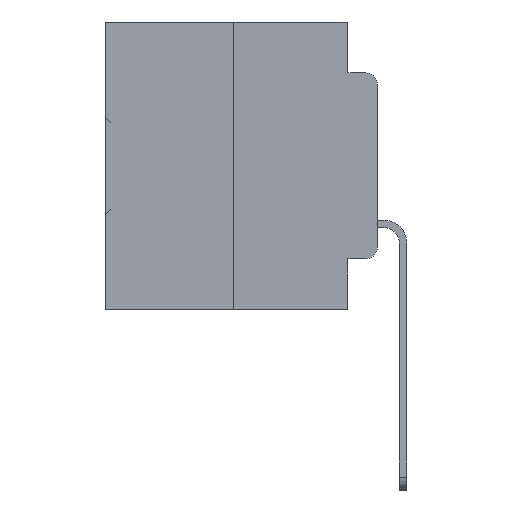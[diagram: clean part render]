
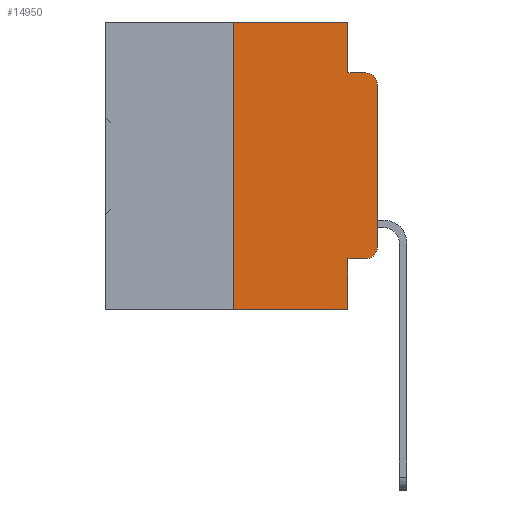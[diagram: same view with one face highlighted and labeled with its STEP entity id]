
A CAD part, left-side view. The second image highlights one B-rep face of the part: STEP entity #14950.
In plain terms, the highlighted planar face has unit normal (-1, 0, 0).
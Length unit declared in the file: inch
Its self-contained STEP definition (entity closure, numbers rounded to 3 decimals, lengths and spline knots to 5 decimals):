
#347 = CARTESIAN_POINT ( 'NONE',  ( 0., 0.051, -0.5 ) ) ;
#1273 = EDGE_LOOP ( 'NONE', ( #16679, #2932, #10604, #11799, #28989, #36257, #1705, #11379, #21340, #23062 ) ) ;
#1705 = ORIENTED_EDGE ( 'NONE', *, *, #34567, .T. ) ;
#2036 = CARTESIAN_POINT ( 'NONE',  ( 0., 0.02, -0.1085 ) ) ;
#2354 = VERTEX_POINT ( 'NONE', #34373 ) ;
#2932 = ORIENTED_EDGE ( 'NONE', *, *, #19039, .T. ) ;
#3988 = CARTESIAN_POINT ( 'NONE',  ( 0., 0.25, 0. ) ) ;
#4025 = VERTEX_POINT ( 'NONE', #23262 ) ;
#5049 = DIRECTION ( 'NONE',  ( 0., 0., -1. ) ) ;
#5511 = DIRECTION ( 'NONE',  ( 0., -1., 0. ) ) ;
#5928 = DIRECTION ( 'NONE',  ( 0., 0., 1. ) ) ;
#6158 = CARTESIAN_POINT ( 'NONE',  ( 0., 0., -0.1085 ) ) ;
#6364 = LINE ( 'NONE', #22382, #13186 ) ;
#6742 = EDGE_CURVE ( 'NONE', #34436, #13231, #10596, .T. ) ;
#7971 = EDGE_CURVE ( 'NONE', #12523, #4025, #16678, .T. ) ;
#8053 = AXIS2_PLACEMENT_3D ( 'NONE', #32600, #16230, #35323 ) ;
#8080 = DIRECTION ( 'NONE',  ( 0., -1., 0. ) ) ;
#8381 = AXIS2_PLACEMENT_3D ( 'NONE', #12571, #31738, #15368 ) ;
#8631 = CIRCLE ( 'NONE', #8381, 0.02 ) ;
#9184 = EDGE_CURVE ( 'NONE', #4025, #23712, #8631, .T. ) ;
#9624 = EDGE_CURVE ( 'NONE', #23712, #34787, #25784, .T. ) ;
#10596 = LINE ( 'NONE', #12612, #31705 ) ;
#10604 = ORIENTED_EDGE ( 'NONE', *, *, #31859, .F. ) ;
#11379 = ORIENTED_EDGE ( 'NONE', *, *, #29125, .F. ) ;
#11759 = EDGE_CURVE ( 'NONE', #13231, #35207, #23140, .T. ) ;
#11799 = ORIENTED_EDGE ( 'NONE', *, *, #27993, .F. ) ;
#12523 = VERTEX_POINT ( 'NONE', #14914 ) ;
#12571 = CARTESIAN_POINT ( 'NONE',  ( 0., 0.02, -0.3915 ) ) ;
#12612 = CARTESIAN_POINT ( 'NONE',  ( 0., 0.25, 0. ) ) ;
#12637 = LINE ( 'NONE', #13795, #19110 ) ;
#12744 = FACE_OUTER_BOUND ( 'NONE', #1273, .T. ) ;
#13186 = VECTOR ( 'NONE', #5511, 39.37008 ) ;
#13231 = VERTEX_POINT ( 'NONE', #3988 ) ;
#13795 = CARTESIAN_POINT ( 'NONE',  ( 0., 0.473, -0.5 ) ) ;
#14607 = CARTESIAN_POINT ( 'NONE',  ( 0., 0.051, -0.0885 ) ) ;
#14914 = CARTESIAN_POINT ( 'NONE',  ( 0., 0.051, -0.4115 ) ) ;
#14950 = ADVANCED_FACE ( 'NONE', ( #12744 ), #24364, .F. ) ;
#15368 = DIRECTION ( 'NONE',  ( 0., 0., -1. ) ) ;
#15406 = DIRECTION ( 'NONE',  ( 0., 0., 1. ) ) ;
#16153 = DIRECTION ( 'NONE',  ( 0., -1., 0. ) ) ;
#16230 = DIRECTION ( 'NONE',  ( 1., 0., 0. ) ) ;
#16678 = LINE ( 'NONE', #21992, #29467 ) ;
#16679 = ORIENTED_EDGE ( 'NONE', *, *, #9624, .T. ) ;
#17075 = VERTEX_POINT ( 'NONE', #14607 ) ;
#18107 = CARTESIAN_POINT ( 'NONE',  ( 0., 0.051, 0. ) ) ;
#18901 = CARTESIAN_POINT ( 'NONE',  ( 0., 0.473, 0. ) ) ;
#19039 = EDGE_CURVE ( 'NONE', #34787, #2354, #33750, .T. ) ;
#19110 = VECTOR ( 'NONE', #8080, 39.37008 ) ;
#19532 = VECTOR ( 'NONE', #26334, 39.37008 ) ;
#21340 = ORIENTED_EDGE ( 'NONE', *, *, #7971, .T. ) ;
#21954 = DIRECTION ( 'NONE',  ( -1., 0., 0. ) ) ;
#21992 = CARTESIAN_POINT ( 'NONE',  ( 0., 0.051, -0.4115 ) ) ;
#22382 = CARTESIAN_POINT ( 'NONE',  ( 0., 0.051, -0.0885 ) ) ;
#22865 = VECTOR ( 'NONE', #26507, 39.37008 ) ;
#23062 = ORIENTED_EDGE ( 'NONE', *, *, #9184, .T. ) ;
#23140 = LINE ( 'NONE', #18901, #29526 ) ;
#23262 = CARTESIAN_POINT ( 'NONE',  ( 0., 0.02, -0.4115 ) ) ;
#23712 = VERTEX_POINT ( 'NONE', #32267 ) ;
#23768 = CARTESIAN_POINT ( 'NONE',  ( 0., 0.051, 0. ) ) ;
#24215 = VERTEX_POINT ( 'NONE', #347 ) ;
#24364 = PLANE ( 'NONE',  #8053 ) ;
#24718 = AXIS2_PLACEMENT_3D ( 'NONE', #2036, #21954, #5049 ) ;
#25784 = LINE ( 'NONE', #28261, #33062 ) ;
#25930 = LINE ( 'NONE', #18107, #19532 ) ;
#26334 = DIRECTION ( 'NONE',  ( 0., 0., -1. ) ) ;
#26507 = DIRECTION ( 'NONE',  ( 0., 0., -1. ) ) ;
#26943 = CARTESIAN_POINT ( 'NONE',  ( 0., 0.25, -0.5 ) ) ;
#27993 = EDGE_CURVE ( 'NONE', #35207, #17075, #25930, .T. ) ;
#28261 = CARTESIAN_POINT ( 'NONE',  ( 0., 0., 0. ) ) ;
#28989 = ORIENTED_EDGE ( 'NONE', *, *, #11759, .F. ) ;
#29125 = EDGE_CURVE ( 'NONE', #12523, #24215, #30954, .T. ) ;
#29467 = VECTOR ( 'NONE', #32950, 39.37008 ) ;
#29526 = VECTOR ( 'NONE', #16153, 39.37008 ) ;
#30094 = CARTESIAN_POINT ( 'NONE',  ( 0., 0.051, 0. ) ) ;
#30954 = LINE ( 'NONE', #23768, #22865 ) ;
#31705 = VECTOR ( 'NONE', #15406, 39.37008 ) ;
#31738 = DIRECTION ( 'NONE',  ( -1., 0., 0. ) ) ;
#31859 = EDGE_CURVE ( 'NONE', #17075, #2354, #6364, .T. ) ;
#32267 = CARTESIAN_POINT ( 'NONE',  ( 0., 0., -0.3915 ) ) ;
#32600 = CARTESIAN_POINT ( 'NONE',  ( 0., 0.473, 0. ) ) ;
#32950 = DIRECTION ( 'NONE',  ( 0., -1., 0. ) ) ;
#33062 = VECTOR ( 'NONE', #5928, 39.37008 ) ;
#33750 = CIRCLE ( 'NONE', #24718, 0.02 ) ;
#34373 = CARTESIAN_POINT ( 'NONE',  ( 0., 0.02, -0.0885 ) ) ;
#34436 = VERTEX_POINT ( 'NONE', #26943 ) ;
#34567 = EDGE_CURVE ( 'NONE', #34436, #24215, #12637, .T. ) ;
#34787 = VERTEX_POINT ( 'NONE', #6158 ) ;
#35207 = VERTEX_POINT ( 'NONE', #30094 ) ;
#35323 = DIRECTION ( 'NONE',  ( 0., 0., -1. ) ) ;
#36257 = ORIENTED_EDGE ( 'NONE', *, *, #6742, .F. ) ;
